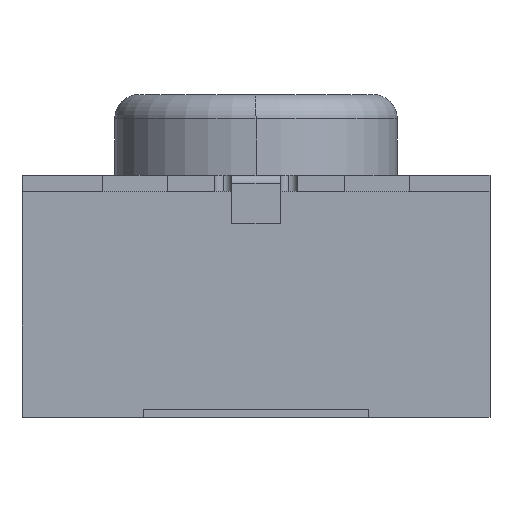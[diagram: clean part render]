
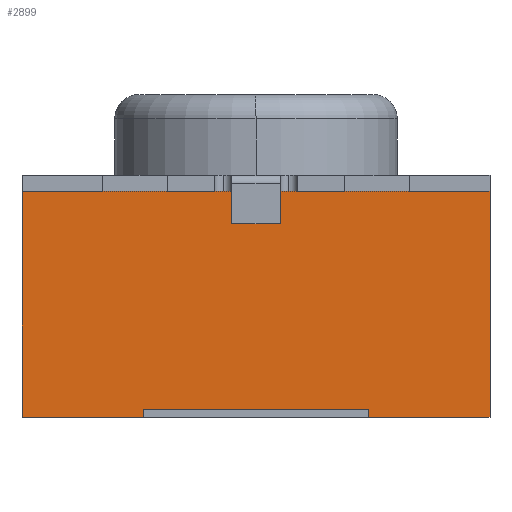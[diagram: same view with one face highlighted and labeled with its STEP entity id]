
A CAD part, left-side view. The second image highlights one B-rep face of the part: STEP entity #2899.
In plain terms, the highlighted planar face has unit normal (-1, 0, 0).
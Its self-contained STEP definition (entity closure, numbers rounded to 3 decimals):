
#8 = VERTEX_POINT ( 'NONE', #510 ) ;
#11 = CARTESIAN_POINT ( 'NONE',  ( -1.9, -0.7, 0. ) ) ;
#21 = ORIENTED_EDGE ( 'NONE', *, *, #2864, .T. ) ;
#50 = LINE ( 'NONE', #1813, #1842 ) ;
#83 = CARTESIAN_POINT ( 'NONE',  ( -1.9, -0.7, 0.05 ) ) ;
#211 = CARTESIAN_POINT ( 'NONE',  ( -1.9, -0.7, 0. ) ) ;
#231 = CARTESIAN_POINT ( 'NONE',  ( -1.9, 0., 0. ) ) ;
#257 = CARTESIAN_POINT ( 'NONE',  ( -1.9, 1.45, 0. ) ) ;
#268 = DIRECTION ( 'NONE',  ( -1., 0., 0. ) ) ;
#440 = VECTOR ( 'NONE', #1490, 1000. ) ;
#503 = ORIENTED_EDGE ( 'NONE', *, *, #2283, .T. ) ;
#504 = ORIENTED_EDGE ( 'NONE', *, *, #627, .T. ) ;
#510 = CARTESIAN_POINT ( 'NONE',  ( -1.9, 1.45, 0. ) ) ;
#549 = EDGE_CURVE ( 'NONE', #3209, #2066, #2589, .T. ) ;
#622 = VECTOR ( 'NONE', #696, 1000. ) ;
#627 = EDGE_CURVE ( 'NONE', #2653, #1944, #1853, .T. ) ;
#696 = DIRECTION ( 'NONE',  ( 0., 0., 1. ) ) ;
#752 = LINE ( 'NONE', #1160, #1828 ) ;
#852 = DIRECTION ( 'NONE',  ( 0., 1., 0. ) ) ;
#860 = EDGE_CURVE ( 'NONE', #1682, #2833, #2770, .T. ) ;
#882 = AXIS2_PLACEMENT_3D ( 'NONE', #231, #268, #1750 ) ;
#961 = VERTEX_POINT ( 'NONE', #1140 ) ;
#1101 = CARTESIAN_POINT ( 'NONE',  ( -1.9, -1.45, 1.4 ) ) ;
#1106 = DIRECTION ( 'NONE',  ( 0., -1., 0. ) ) ;
#1140 = CARTESIAN_POINT ( 'NONE',  ( -1.9, -1.45, 0. ) ) ;
#1153 = EDGE_CURVE ( 'NONE', #1944, #8, #752, .T. ) ;
#1160 = CARTESIAN_POINT ( 'NONE',  ( -1.9, 1.45, 1.4 ) ) ;
#1317 = ORIENTED_EDGE ( 'NONE', *, *, #549, .F. ) ;
#1369 = VECTOR ( 'NONE', #2816, 1000. ) ;
#1490 = DIRECTION ( 'NONE',  ( 0., 0., -1. ) ) ;
#1520 = CARTESIAN_POINT ( 'NONE',  ( -1.9, 0.7, 0. ) ) ;
#1546 = VECTOR ( 'NONE', #852, 1000. ) ;
#1551 = LINE ( 'NONE', #2360, #1369 ) ;
#1582 = CARTESIAN_POINT ( 'NONE',  ( -1.9, 0.7, 0. ) ) ;
#1682 = VERTEX_POINT ( 'NONE', #2193 ) ;
#1707 = EDGE_CURVE ( 'NONE', #8, #2833, #2517, .T. ) ;
#1750 = DIRECTION ( 'NONE',  ( 0., -1., 0. ) ) ;
#1776 = CARTESIAN_POINT ( 'NONE',  ( -1.9, 1.45, 1.4 ) ) ;
#1813 = CARTESIAN_POINT ( 'NONE',  ( -1.9, 1.45, 0. ) ) ;
#1828 = VECTOR ( 'NONE', #2895, 1000. ) ;
#1842 = VECTOR ( 'NONE', #1106, 1000. ) ;
#1853 = LINE ( 'NONE', #1101, #1546 ) ;
#1927 = VECTOR ( 'NONE', #2255, 1000. ) ;
#1937 = LINE ( 'NONE', #1956, #622 ) ;
#1944 = VERTEX_POINT ( 'NONE', #1776 ) ;
#1956 = CARTESIAN_POINT ( 'NONE',  ( -1.9, -1.45, 0. ) ) ;
#2066 = VERTEX_POINT ( 'NONE', #83 ) ;
#2193 = CARTESIAN_POINT ( 'NONE',  ( -1.9, 0.7, 0.05 ) ) ;
#2202 = EDGE_LOOP ( 'NONE', ( #1317, #21, #503, #504, #2520, #3089, #2891, #2433 ) ) ;
#2255 = DIRECTION ( 'NONE',  ( 0., -1., 0. ) ) ;
#2260 = DIRECTION ( 'NONE',  ( 0., 0., 1. ) ) ;
#2283 = EDGE_CURVE ( 'NONE', #961, #2653, #1937, .T. ) ;
#2360 = CARTESIAN_POINT ( 'NONE',  ( -1.9, 0., 0.05 ) ) ;
#2427 = CARTESIAN_POINT ( 'NONE',  ( -1.9, -1.45, 1.4 ) ) ;
#2433 = ORIENTED_EDGE ( 'NONE', *, *, #3102, .F. ) ;
#2517 = LINE ( 'NONE', #257, #1927 ) ;
#2520 = ORIENTED_EDGE ( 'NONE', *, *, #1153, .T. ) ;
#2589 = LINE ( 'NONE', #211, #2846 ) ;
#2653 = VERTEX_POINT ( 'NONE', #2427 ) ;
#2770 = LINE ( 'NONE', #1520, #440 ) ;
#2816 = DIRECTION ( 'NONE',  ( 0., 1., 0. ) ) ;
#2833 = VERTEX_POINT ( 'NONE', #1582 ) ;
#2846 = VECTOR ( 'NONE', #2260, 1000. ) ;
#2864 = EDGE_CURVE ( 'NONE', #3209, #961, #50, .T. ) ;
#2891 = ORIENTED_EDGE ( 'NONE', *, *, #860, .F. ) ;
#2895 = DIRECTION ( 'NONE',  ( 0., 0., -1. ) ) ;
#2899 = ADVANCED_FACE ( 'NONE', ( #3165 ), #2944, .T. ) ;
#2944 = PLANE ( 'NONE',  #882 ) ;
#3089 = ORIENTED_EDGE ( 'NONE', *, *, #1707, .T. ) ;
#3102 = EDGE_CURVE ( 'NONE', #2066, #1682, #1551, .T. ) ;
#3165 = FACE_OUTER_BOUND ( 'NONE', #2202, .T. ) ;
#3209 = VERTEX_POINT ( 'NONE', #11 ) ;
